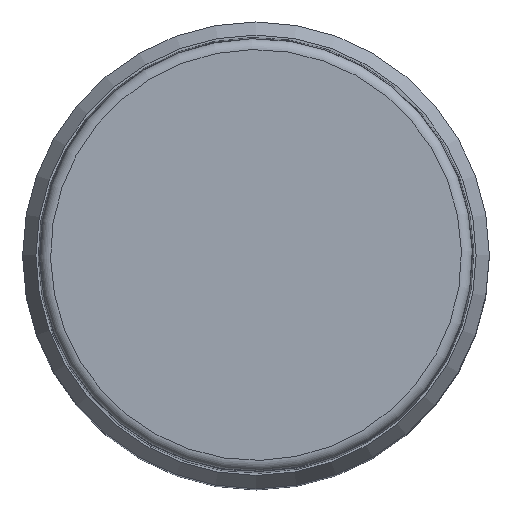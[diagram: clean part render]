
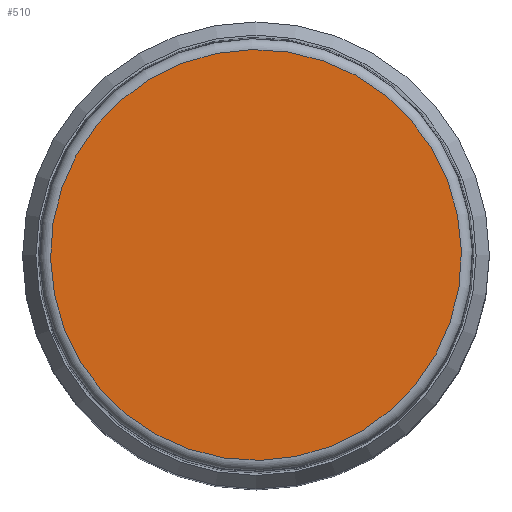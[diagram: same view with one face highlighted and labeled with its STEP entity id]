
A CAD part, top view. The second image highlights one B-rep face of the part: STEP entity #510.
In plain terms, the highlighted planar face has unit normal (0, 0, 1).
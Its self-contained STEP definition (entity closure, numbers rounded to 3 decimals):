
#130=FACE_OUTER_BOUND('',#201,.T.);
#201=EDGE_LOOP('',(#427));
#240=CIRCLE('',#608,13.206);
#291=VERTEX_POINT('',#1180);
#344=EDGE_CURVE('',#291,#291,#240,.T.);
#427=ORIENTED_EDGE('',*,*,#344,.F.);
#434=PLANE('',#610);
#510=ADVANCED_FACE('',(#130),#434,.T.);
#608=AXIS2_PLACEMENT_3D('',#1181,#771,#772);
#610=AXIS2_PLACEMENT_3D('',#1183,#775,#776);
#771=DIRECTION('center_axis',(0.,0.,
-1.));
#772=DIRECTION('ref_axis',(0.947,-0.323,0.));
#775=DIRECTION('center_axis',(0.,0.,
1.));
#776=DIRECTION('ref_axis',(-0.947,0.323,0.));
#1180=CARTESIAN_POINT('',(-12.5,4.261,12.));
#1181=CARTESIAN_POINT('Origin',(0.,0.,12.));
#1183=CARTESIAN_POINT('Origin',(0.,0.,12.));
